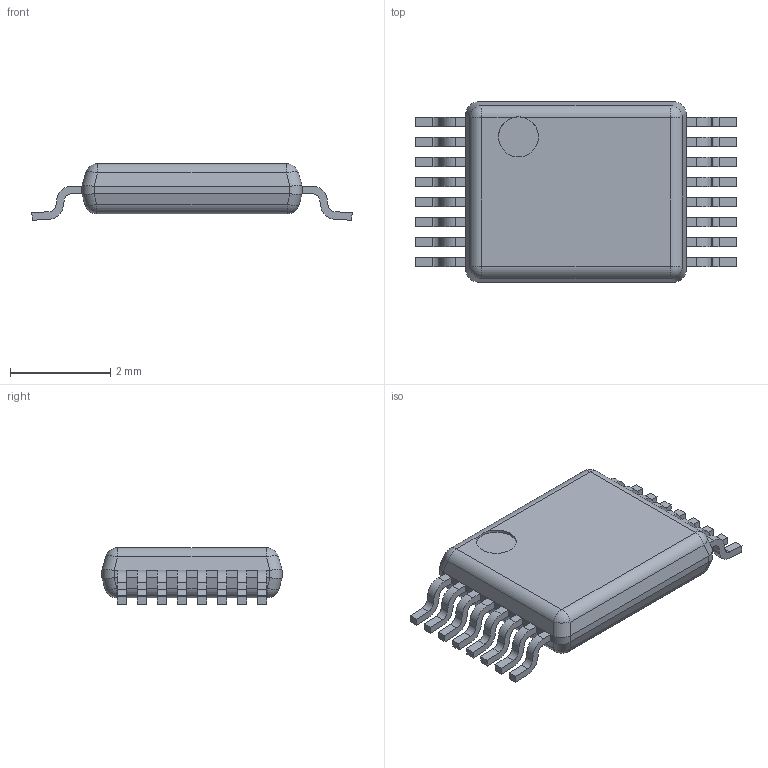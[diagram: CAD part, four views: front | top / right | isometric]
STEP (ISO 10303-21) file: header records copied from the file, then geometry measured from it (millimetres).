
FILE_DESCRIPTION((''),'2;1');
FILE_NAME('DGV0016A_ASM','2018-09-25T11:07:48',('a0412086'),(''),'CREO PARAMETRIC BY PTC INC, 2018020','CREO PARAMETRIC BY PTC INC, 2018020','');
FILE_SCHEMA(('AUTOMOTIVE_DESIGN { 1 0 10303 214 1 1 1 1 }'));
Length unit declared in the file: millimetre
Products named in the file (4): BODY-TVSOP; LEAD-TVSOP; PIN1; DGV0016A_ASM
Assembly tree (18 placements, depth 2):
  DGV0016A_ASM
    BODY-TVSOP
    LEAD-TVSOP  x16
    PIN1
Bounding box: 6.4 x 3.6 x 1.13 mm (x, y, z)
Volume: 15.4 mm3; surface area: 56.8 mm2
Topology: 17 solids, 17 shells, 269 faces, 681 edges, 446 vertices
Faces by surface type: plane 175, cylinder 86, sphere 8
Entity records: 2750 total; most frequent: CARTESIAN_POINT 479, DIRECTION 367, ORIENTED_EDGE 282, PRESENTATION_STYLE_ASSIGNMENT 143, STYLED_ITEM 143, CURVE_STYLE 141, EDGE_CURVE 141, AXIS2_PLACEMENT_3D 138
